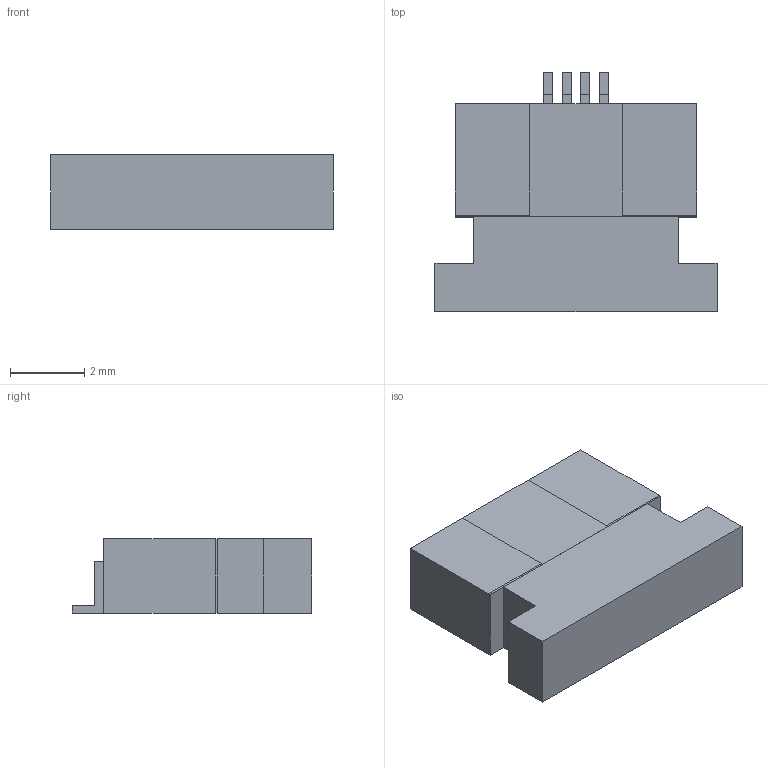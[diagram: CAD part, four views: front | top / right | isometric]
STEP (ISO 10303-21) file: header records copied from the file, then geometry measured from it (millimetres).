
FILE_DESCRIPTION(('FreeCAD Model'),'2;1');
FILE_NAME('Open CASCADE Shape Model','2024-02-08T12:32:26',(''),(''), 'Open CASCADE STEP processor 7.6','FreeCAD','Unknown');
FILE_SCHEMA(('AUTOMOTIVE_DESIGN { 1 0 10303 214 1 1 1 1 }'));
Length unit declared in the file: millimetre
Products named in the file (7): Part; Body; nailArray; nail; latch; pinArray; pin
Assembly tree (10 placements, depth 3):
  Part
    Body
    nailArray
      nail  x2
    latch
    pinArray
      pin  x4
Bounding box: 7.6 x 6.45 x 2 mm (x, y, z)
Volume: 73.6 mm3; surface area: 200.2 mm2
Topology: 8 solids, 8 shells, 64 faces, 144 edges, 96 vertices
Faces by surface type: plane 64
Entity records: 731 total; most frequent: ORIENTED_EDGE 124, EDGE_CURVE 75, LINE 75, CARTESIAN_POINT 64, VERTEX_POINT 46, AXIS2_PLACEMENT_3D 41, ADVANCED_FACE 34, FACE_BOUND 34
